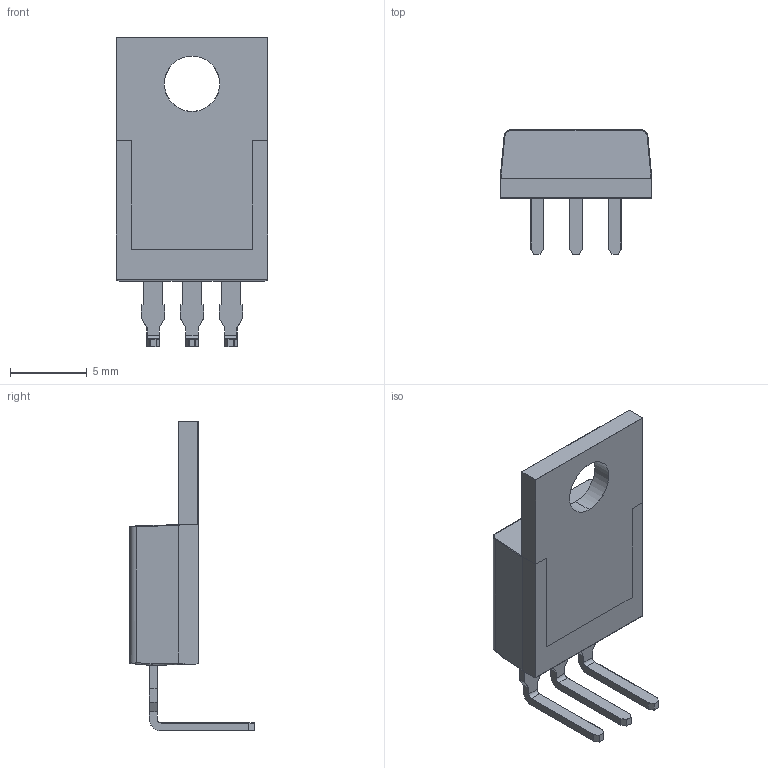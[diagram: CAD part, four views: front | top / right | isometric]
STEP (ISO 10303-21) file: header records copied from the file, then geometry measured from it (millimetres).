
FILE_DESCRIPTION (( 'STEP AP214' ), '1' );
FILE_NAME ('User Library-TO220-B-H PCB.STEP', '2019-01-06T05:11:44', ( '' ), ( '' ), 'SwSTEP 2.0', 'SolidWorks 2018', '' );
FILE_SCHEMA (( 'AUTOMOTIVE_DESIGN' ));
Length unit declared in the file: millimetre
Products named in the file (1): User Library-TO220-B-H PCB
Bounding box: 9.9 x 8.13 x 20.21 mm (x, y, z)
Volume: 478.5 mm3; surface area: 746.2 mm2
Topology: 2 solids, 2 shells, 603 faces, 1482 edges, 857 vertices
Faces by surface type: plane 211, cylinder 181, bspline 104, sphere 67, torus 40
Entity records: 28816 total; most frequent: CARTESIAN_POINT 8875, ORIENTED_EDGE 2856, DIRECTION 2590, EDGE_CURVE 1428, AXIS2_PLACEMENT_3D 888, VERTEX_POINT 857, VECTOR 814, LINE 814
